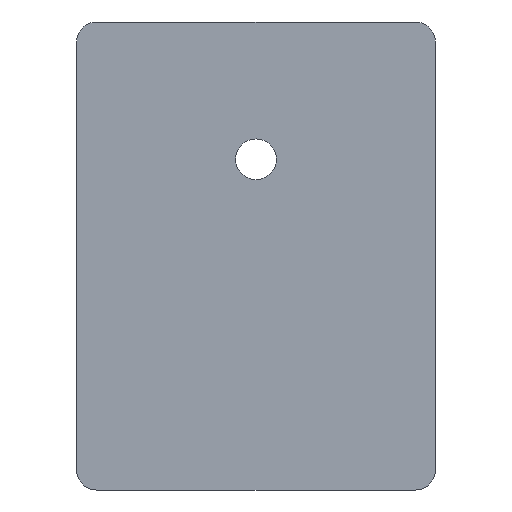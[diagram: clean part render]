
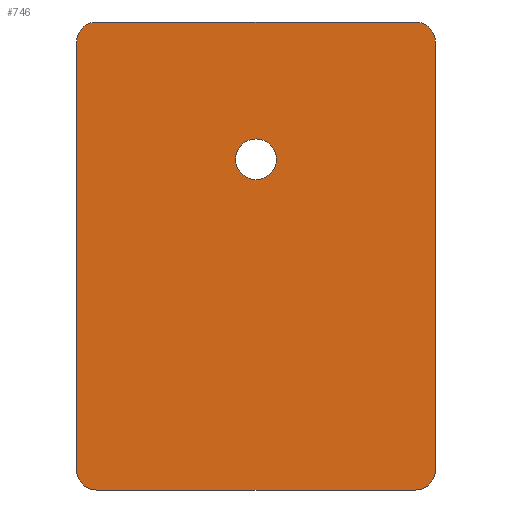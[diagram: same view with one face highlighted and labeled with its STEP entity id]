
A CAD part, front view. The second image highlights one B-rep face of the part: STEP entity #746.
In plain terms, the highlighted planar face has unit normal (0, -1, 0).
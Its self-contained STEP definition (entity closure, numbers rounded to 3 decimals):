
#1 = DIRECTION ( 'NONE',  ( 0., -1., 0. ) ) ;
#3 = DIRECTION ( 'NONE',  ( 0., 1., 0. ) ) ;
#21 = EDGE_CURVE ( 'NONE', #792, #257, #507, .T. ) ;
#24 = DIRECTION ( 'NONE',  ( 0., -1., 0. ) ) ;
#36 = EDGE_CURVE ( 'NONE', #424, #448, #115, .T. ) ;
#37 = CARTESIAN_POINT ( 'NONE',  ( -15.65, 0., 11. ) ) ;
#49 = LINE ( 'NONE', #445, #765 ) ;
#50 = DIRECTION ( 'NONE',  ( 0., 0., 1. ) ) ;
#52 = EDGE_LOOP ( 'NONE', ( #118, #489 ) ) ;
#54 = CARTESIAN_POINT ( 'NONE',  ( 17.65, 0., -33. ) ) ;
#57 = EDGE_CURVE ( 'NONE', #424, #253, #603, .T. ) ;
#58 = DIRECTION ( 'NONE',  ( -1., 0., 0. ) ) ;
#63 = DIRECTION ( 'NONE',  ( 0., 0., 1. ) ) ;
#71 = ORIENTED_EDGE ( 'NONE', *, *, #220, .T. ) ;
#75 = VECTOR ( 'NONE', #520, 1000. ) ;
#84 = CARTESIAN_POINT ( 'NONE',  ( 0., 0., -0.5 ) ) ;
#85 = CIRCLE ( 'NONE', #629, 2. ) ;
#92 = CARTESIAN_POINT ( 'NONE',  ( 17.65, 0., -13. ) ) ;
#98 = AXIS2_PLACEMENT_3D ( 'NONE', #112, #3, #451 ) ;
#109 = EDGE_CURVE ( 'NONE', #376, #221, #493, .T. ) ;
#112 = CARTESIAN_POINT ( 'NONE',  ( 0., 0., 0. ) ) ;
#114 = CARTESIAN_POINT ( 'NONE',  ( -17.65, 0., 11. ) ) ;
#115 = CIRCLE ( 'NONE', #224, 2. ) ;
#118 = ORIENTED_EDGE ( 'NONE', *, *, #109, .T. ) ;
#120 = LINE ( 'NONE', #54, #365 ) ;
#139 = AXIS2_PLACEMENT_3D ( 'NONE', #250, #454, #63 ) ;
#143 = VERTEX_POINT ( 'NONE', #114 ) ;
#163 = ORIENTED_EDGE ( 'NONE', *, *, #57, .F. ) ;
#175 = AXIS2_PLACEMENT_3D ( 'NONE', #37, #681, #50 ) ;
#203 = DIRECTION ( 'NONE',  ( 1., 0., 0. ) ) ;
#220 = EDGE_CURVE ( 'NONE', #643, #143, #428, .T. ) ;
#221 = VERTEX_POINT ( 'NONE', #245 ) ;
#224 = AXIS2_PLACEMENT_3D ( 'NONE', #612, #24, #737 ) ;
#230 = DIRECTION ( 'NONE',  ( 0., 0., 1. ) ) ;
#240 = CARTESIAN_POINT ( 'NONE',  ( -17.65, 0., -31. ) ) ;
#245 = CARTESIAN_POINT ( 'NONE',  ( 0., 0., -2.5 ) ) ;
#247 = ORIENTED_EDGE ( 'NONE', *, *, #410, .T. ) ;
#250 = CARTESIAN_POINT ( 'NONE',  ( 15.65, 0., -31. ) ) ;
#253 = VERTEX_POINT ( 'NONE', #307 ) ;
#254 = DIRECTION ( 'NONE',  ( 0., 0., 1. ) ) ;
#257 = VERTEX_POINT ( 'NONE', #690 ) ;
#275 = EDGE_CURVE ( 'NONE', #221, #376, #85, .T. ) ;
#291 = ORIENTED_EDGE ( 'NONE', *, *, #36, .T. ) ;
#307 = CARTESIAN_POINT ( 'NONE',  ( 17.65, 0., -31. ) ) ;
#315 = LINE ( 'NONE', #581, #630 ) ;
#325 = EDGE_CURVE ( 'NONE', #479, #257, #120, .T. ) ;
#365 = VECTOR ( 'NONE', #58, 1000. ) ;
#376 = VERTEX_POINT ( 'NONE', #569 ) ;
#387 = PLANE ( 'NONE',  #98 ) ;
#406 = CARTESIAN_POINT ( 'NONE',  ( -15.65, 0., -31. ) ) ;
#410 = EDGE_CURVE ( 'NONE', #479, #253, #588, .T. ) ;
#413 = DIRECTION ( 'NONE',  ( 0., 1., 0. ) ) ;
#423 = AXIS2_PLACEMENT_3D ( 'NONE', #84, #536, #672 ) ;
#424 = VERTEX_POINT ( 'NONE', #606 ) ;
#428 = CIRCLE ( 'NONE', #175, 2. ) ;
#436 = AXIS2_PLACEMENT_3D ( 'NONE', #406, #1, #709 ) ;
#445 = CARTESIAN_POINT ( 'NONE',  ( -17.65, 0., -13. ) ) ;
#448 = VERTEX_POINT ( 'NONE', #528 ) ;
#451 = DIRECTION ( 'NONE',  ( 0., 0., 1. ) ) ;
#454 = DIRECTION ( 'NONE',  ( 0., -1., 0. ) ) ;
#457 = EDGE_LOOP ( 'NONE', ( #646, #705, #580, #247, #163, #291, #832, #71 ) ) ;
#479 = VERTEX_POINT ( 'NONE', #786 ) ;
#489 = ORIENTED_EDGE ( 'NONE', *, *, #275, .T. ) ;
#493 = CIRCLE ( 'NONE', #423, 2. ) ;
#507 = CIRCLE ( 'NONE', #436, 2. ) ;
#517 = CARTESIAN_POINT ( 'NONE',  ( -15.65, 0., 13. ) ) ;
#520 = DIRECTION ( 'NONE',  ( 0., 0., -1. ) ) ;
#528 = CARTESIAN_POINT ( 'NONE',  ( 15.65, 0., 13. ) ) ;
#536 = DIRECTION ( 'NONE',  ( 0., 1., 0. ) ) ;
#558 = CARTESIAN_POINT ( 'NONE',  ( 0., 0., -0.5 ) ) ;
#569 = CARTESIAN_POINT ( 'NONE',  ( 0., 0., 1.5 ) ) ;
#580 = ORIENTED_EDGE ( 'NONE', *, *, #325, .F. ) ;
#581 = CARTESIAN_POINT ( 'NONE',  ( -17.65, 0., 13. ) ) ;
#588 = CIRCLE ( 'NONE', #139, 2. ) ;
#603 = LINE ( 'NONE', #92, #75 ) ;
#606 = CARTESIAN_POINT ( 'NONE',  ( 17.65, 0., 11. ) ) ;
#612 = CARTESIAN_POINT ( 'NONE',  ( 15.65, 0., 11. ) ) ;
#629 = AXIS2_PLACEMENT_3D ( 'NONE', #558, #413, #230 ) ;
#630 = VECTOR ( 'NONE', #203, 1000. ) ;
#643 = VERTEX_POINT ( 'NONE', #517 ) ;
#646 = ORIENTED_EDGE ( 'NONE', *, *, #682, .F. ) ;
#672 = DIRECTION ( 'NONE',  ( 0., 0., 1. ) ) ;
#681 = DIRECTION ( 'NONE',  ( 0., -1., 0. ) ) ;
#682 = EDGE_CURVE ( 'NONE', #792, #143, #49, .T. ) ;
#690 = CARTESIAN_POINT ( 'NONE',  ( -15.65, 0., -33. ) ) ;
#705 = ORIENTED_EDGE ( 'NONE', *, *, #21, .T. ) ;
#709 = DIRECTION ( 'NONE',  ( 0., 0., 1. ) ) ;
#730 = EDGE_CURVE ( 'NONE', #643, #448, #315, .T. ) ;
#737 = DIRECTION ( 'NONE',  ( 0., 0., 1. ) ) ;
#746 = ADVANCED_FACE ( 'NONE', ( #837, #825 ), #387, .F. ) ;
#765 = VECTOR ( 'NONE', #254, 1000. ) ;
#786 = CARTESIAN_POINT ( 'NONE',  ( 15.65, 0., -33. ) ) ;
#792 = VERTEX_POINT ( 'NONE', #240 ) ;
#825 = FACE_OUTER_BOUND ( 'NONE', #457, .T. ) ;
#832 = ORIENTED_EDGE ( 'NONE', *, *, #730, .F. ) ;
#837 = FACE_BOUND ( 'NONE', #52, .T. ) ;
